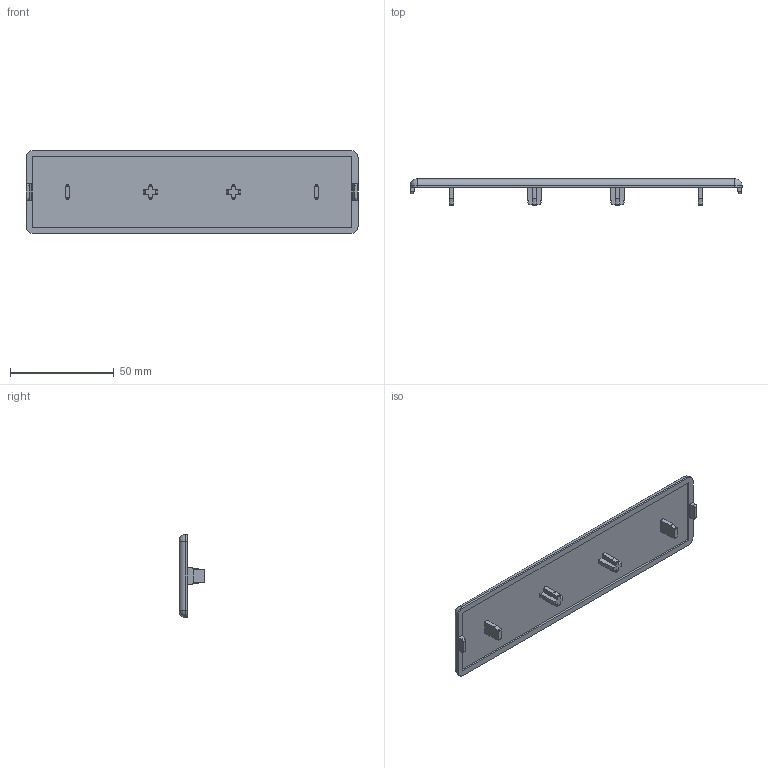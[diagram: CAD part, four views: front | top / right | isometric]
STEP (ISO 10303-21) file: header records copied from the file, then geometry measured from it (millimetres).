
FILE_DESCRIPTION(('FreeCAD Model'),'2;1');
FILE_NAME('Open CASCADE Shape Model','2024-03-20T10:10:33',(''),(''), 'Open CASCADE STEP processor 7.6','FreeCAD','Unknown');
FILE_SCHEMA(('AUTOMOTIVE_DESIGN { 1 0 10303 214 1 1 1 1 }'));
Length unit declared in the file: millimetre
Products named in the file (1): STI8-C16040G
Bounding box: 160 x 12.5 x 40 mm (x, y, z)
Volume: 20333.4 mm3; surface area: 15118.1 mm2
Topology: 1 solids, 1 shells, 97 faces, 256 edges, 168 vertices
Faces by surface type: plane 45, cylinder 24, torus 12, cone 12, revolution 4
Entity records: 7664 total; most frequent: CARTESIAN_POINT 2666, DIRECTION 880, ORIENTED_EDGE 512, PCURVE 512, DEFINITIONAL_REPRESENTATION 512, LINE 504, VECTOR 504, EDGE_CURVE 256
